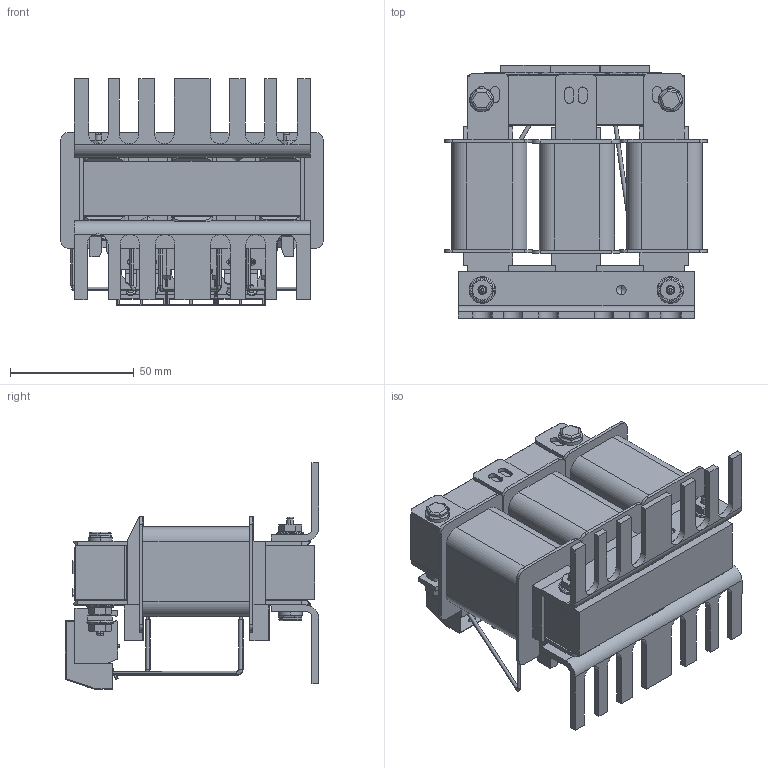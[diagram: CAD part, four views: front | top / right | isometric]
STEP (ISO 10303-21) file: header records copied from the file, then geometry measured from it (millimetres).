
FILE_DESCRIPTION (( 'STEP AP214' ), '1' );
FILE_NAME ('A Frame Reactors Rep Reduction R2.STEP', '2020-01-16T18:18:06', ( '' ), ( '' ), 'SwSTEP 2.0', 'SolidWorks 2017', '' );
FILE_SCHEMA (( 'AUTOMOTIVE_DESIGN' ));
Length unit declared in the file: inch
Products named in the file (1): A Frame Reactors Rep Reduction R2
Bounding box: 106.13 x 102.16 x 91.47 mm (x, y, z)
Volume: 223685.5 mm3; surface area: 180023.9 mm2
Topology: 57 solids, 57 shells, 2039 faces, 5378 edges, 3504 vertices
Faces by surface type: plane 1270, cylinder 466, bspline 196, cone 99, torus 8
Entity records: 66679 total; most frequent: CARTESIAN_POINT 15513, ORIENTED_EDGE 10740, DIRECTION 9622, EDGE_CURVE 5370, LINE 3680, VECTOR 3680, VERTEX_POINT 3504, AXIS2_PLACEMENT_3D 2971
